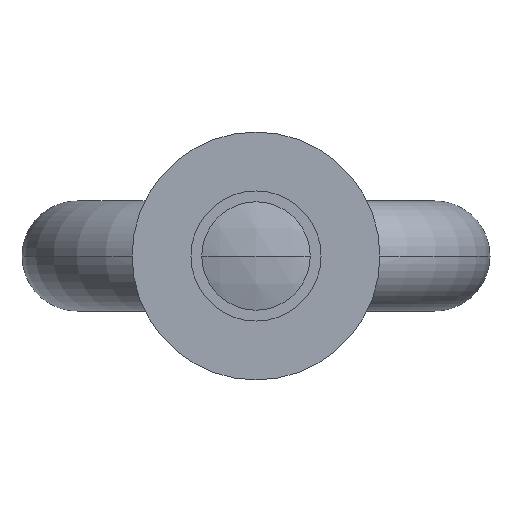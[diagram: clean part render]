
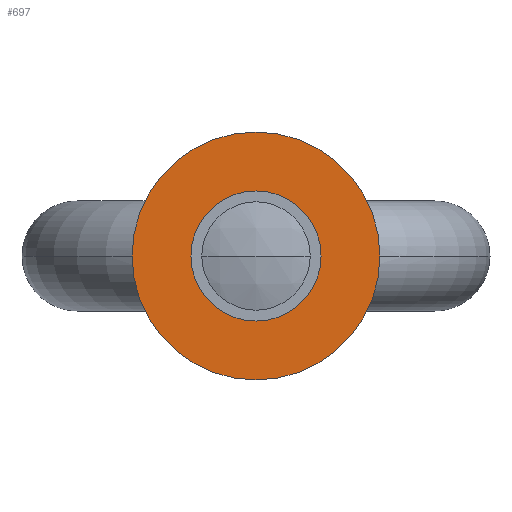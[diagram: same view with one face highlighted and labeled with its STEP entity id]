
A CAD part, front view. The second image highlights one B-rep face of the part: STEP entity #697.
In plain terms, the highlighted planar face has unit normal (0, -1, 0).
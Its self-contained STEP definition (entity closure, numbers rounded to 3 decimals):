
#12 = DIRECTION ( 'NONE',  ( 0., 0., 1. ) ) ;
#13 = CARTESIAN_POINT ( 'NONE',  ( 0., -75., 0. ) ) ;
#15 = DIRECTION ( 'NONE',  ( 0., 1., 0. ) ) ;
#16 = AXIS2_PLACEMENT_3D ( 'NONE', #13, #15, #12 ) ;
#17 = CIRCLE ( 'NONE', #16, 40. ) ;
#76 = CARTESIAN_POINT ( 'NONE',  ( 0., -75., -40. ) ) ;
#87 = CARTESIAN_POINT ( 'NONE',  ( 0., -75., 40. ) ) ;
#255 = DIRECTION ( 'NONE',  ( 0., 0., 1. ) ) ;
#256 = DIRECTION ( 'NONE',  ( 0., -1., 0. ) ) ;
#257 = CARTESIAN_POINT ( 'NONE',  ( 0., -75., 0. ) ) ;
#258 = AXIS2_PLACEMENT_3D ( 'NONE', #257, #256, #255 ) ;
#259 = CIRCLE ( 'NONE', #258, 17.5 ) ;
#260 = CARTESIAN_POINT ( 'NONE',  ( 0., -75., -17.5 ) ) ;
#367 = DIRECTION ( 'NONE',  ( 0., 0., 1. ) ) ;
#368 = DIRECTION ( 'NONE',  ( 0., -1., 0. ) ) ;
#369 = CARTESIAN_POINT ( 'NONE',  ( 0., -75., 0. ) ) ;
#370 = AXIS2_PLACEMENT_3D ( 'NONE', #369, #368, #367 ) ;
#371 = CIRCLE ( 'NONE', #370, 17.5 ) ;
#372 = DIRECTION ( 'NONE',  ( 0., 0., 1. ) ) ;
#373 = DIRECTION ( 'NONE',  ( 0., 1., 0. ) ) ;
#374 = AXIS2_PLACEMENT_3D ( 'NONE', #381, #373, #372 ) ;
#375 = CIRCLE ( 'NONE', #374, 40. ) ;
#381 = CARTESIAN_POINT ( 'NONE',  ( 0., -75., 0. ) ) ;
#382 = DIRECTION ( 'NONE',  ( 0., 0., 1. ) ) ;
#383 = DIRECTION ( 'NONE',  ( 0., 1., 0. ) ) ;
#384 = CARTESIAN_POINT ( 'NONE',  ( 0., -75., 0. ) ) ;
#385 = AXIS2_PLACEMENT_3D ( 'NONE', #384, #383, #382 ) ;
#386 = PLANE ( 'NONE',  #385 ) ;
#387 = FACE_BOUND ( 'NONE', #623, .T. ) ;
#388 = FACE_OUTER_BOUND ( 'NONE', #619, .T. ) ;
#444 = CARTESIAN_POINT ( 'NONE',  ( 0., -75., 17.5 ) ) ;
#503 = VERTEX_POINT ( 'NONE', #444 ) ;
#558 = VERTEX_POINT ( 'NONE', #260 ) ;
#562 = EDGE_CURVE ( 'NONE', #558, #503, #259, .T. ) ;
#619 = EDGE_LOOP ( 'NONE', ( #620, #622 ) ) ;
#620 = ORIENTED_EDGE ( 'NONE', *, *, #621, .F. ) ;
#621 = EDGE_CURVE ( 'NONE', #797, #790, #375, .T. ) ;
#622 = ORIENTED_EDGE ( 'NONE', *, *, #777, .F. ) ;
#623 = EDGE_LOOP ( 'NONE', ( #624, #626 ) ) ;
#624 = ORIENTED_EDGE ( 'NONE', *, *, #625, .F. ) ;
#625 = EDGE_CURVE ( 'NONE', #503, #558, #371, .T. ) ;
#626 = ORIENTED_EDGE ( 'NONE', *, *, #562, .F. ) ;
#697 = ADVANCED_FACE ( 'NONE', ( #388, #387 ), #386, .F. ) ;
#777 = EDGE_CURVE ( 'NONE', #790, #797, #17, .T. ) ;
#790 = VERTEX_POINT ( 'NONE', #87 ) ;
#797 = VERTEX_POINT ( 'NONE', #76 ) ;
